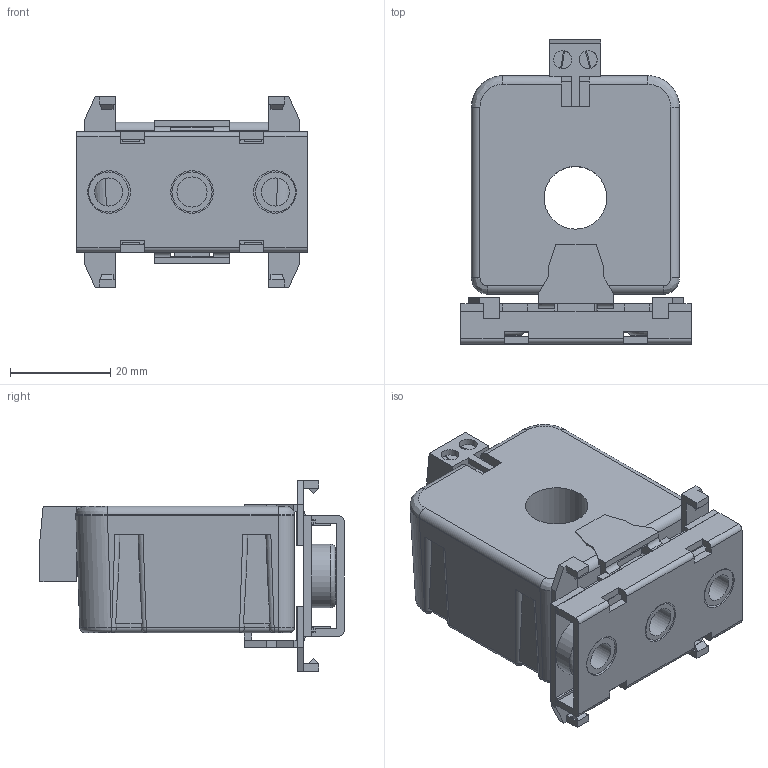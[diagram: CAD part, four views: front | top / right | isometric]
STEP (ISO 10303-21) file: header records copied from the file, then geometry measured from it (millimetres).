
FILE_DESCRIPTION(/* description */ ('','CAx-IF Rec.Pracs.---Representation and Presentation of Product Manufacturing Information (PMI)---3.8---2014-02-18'),/* implementation_level */ '2;1');
FILE_NAME(/* name */ 'DM001690.stp',/* time_stamp */ '2017-03-20T14:55:11+01:00',/* author */ ('teso'),/* organization */ (''),/* preprocessor_version */ 'ST-DEVELOPER v16.5',/* originating_system */ 'Autodesk Inventor 2017',/* authorisation */ '');
FILE_SCHEMA (('AP242_MANAGED_MODEL_BASED_3D_ENGINEERING_MIM_LF { 1 0 10303 442 1 1 4 }'));
Length unit declared in the file: millimetre
Products named in the file (11): T201DC; T201DC_1; Morsettiera; T201DC_2; T201DC_3; T201DC_4; T201DC_5; T201DC_6; Staffa; Bottom; Top
Assembly tree (10 placements, depth 3):
  T201DC
    T201DC_1
    Morsettiera
      T201DC_2
      T201DC_3
      T201DC_4
      T201DC_5
      T201DC_6
    Staffa
      Bottom
      Top
Bounding box: 46 x 60.66 x 38 mm (x, y, z)
Volume: 46991.3 mm3; surface area: 17689 mm2
Topology: 8 solids, 8 shells, 434 faces, 1162 edges, 738 vertices
Faces by surface type: plane 345, cylinder 67, bspline 12, sphere 8, torus 2
Full cylindrical faces by diameter (mm): 3.6 x4, 5.6 x2, 6 x1, 8 x3, 8.5 x3, 9.85 x2, 12.5 x1, 12.7 x2
Entity records: 13948 total; most frequent: CARTESIAN_POINT 2915, ORIENTED_EDGE 2260, DIRECTION 2162, EDGE_CURVE 1130, LINE 960, VECTOR 960, VERTEX_POINT 734, AXIS2_PLACEMENT_3D 601
